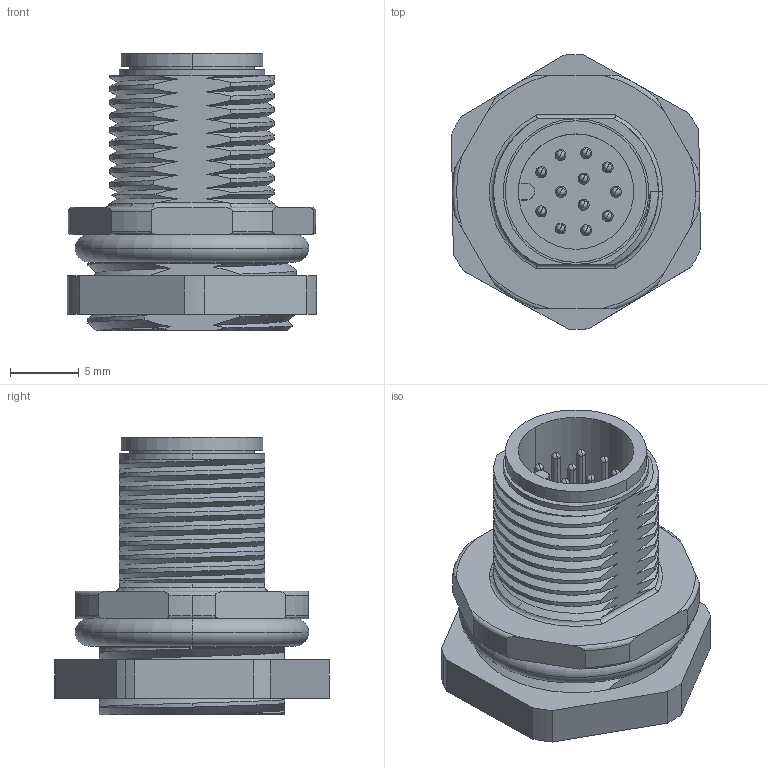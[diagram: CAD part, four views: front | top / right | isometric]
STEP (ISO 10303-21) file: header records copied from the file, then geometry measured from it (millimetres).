
FILE_DESCRIPTION (( 'STEP AP203' ), '1' );
FILE_NAME ('FEZ1221-.STEP', '2019-03-13T02:57:32', ( 'User' ), ( 'china' ), 'SwSTEP 2.0', 'SolidWorks 2012', '' );
FILE_SCHEMA (( 'CONFIG_CONTROL_DESIGN' ));
Length unit declared in the file: millimetre
Products named in the file (7): FEZ1221-; M12-12芯插针（法兰用）; O型圈-9X1; O型圈-15X2; M12-Pg9綴坶踡蹟譫; M12-A扣12芯针座（法兰用）; M12-Pg9渀釱綴坶踡楊擘
Assembly tree (17 placements, depth 2):
  FEZ1221-
    M12-Pg9渀釱綴坶踡楊擘
    M12-A扣12芯针座（法兰用）
    M12-Pg9綴坶踡蹟譫
    O型圈-15X2
    O型圈-9X1
    M12-12芯插针（法兰用）  x12
Bounding box: 18.13 x 20 x 20.2 mm (x, y, z)
Volume: 2012.2 mm3; surface area: 4613 mm2
Topology: 17 solids, 17 shells, 600 faces, 1415 edges, 889 vertices
Faces by surface type: cylinder 273, plane 130, cone 85, bspline 55, torus 33, sphere 24
Entity records: 25325 total; most frequent: CARTESIAN_POINT 16364, ORIENTED_EDGE 1766, DIRECTION 1561, EDGE_CURVE 883, AXIS2_PLACEMENT_3D 633, VERTEX_POINT 568, EDGE_LOOP 399, FACE_OUTER_BOUND 347
